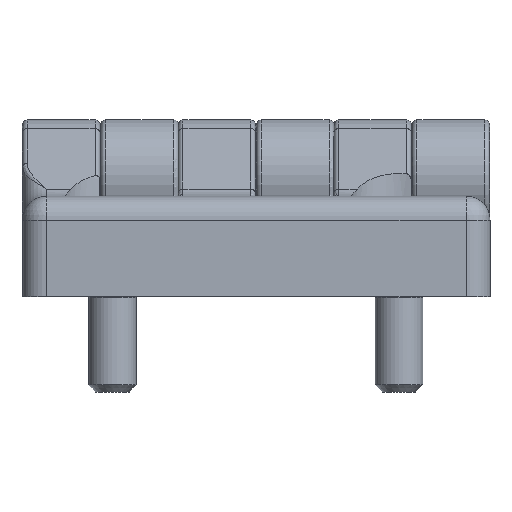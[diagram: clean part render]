
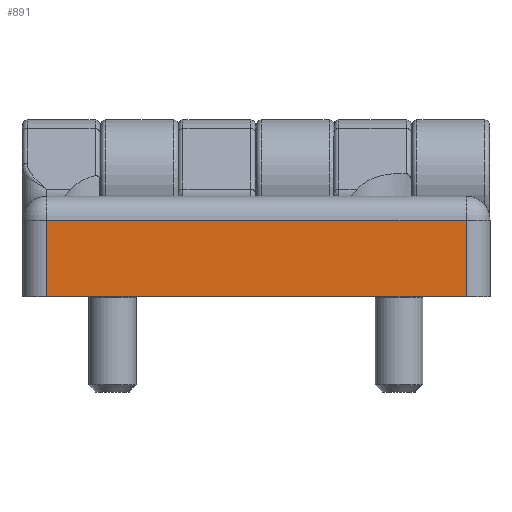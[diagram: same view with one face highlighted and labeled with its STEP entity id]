
A CAD part, left-side view. The second image highlights one B-rep face of the part: STEP entity #891.
In plain terms, the highlighted planar face has unit normal (-1, 0, 0).
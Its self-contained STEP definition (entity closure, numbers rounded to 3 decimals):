
#891 = ADVANCED_FACE( '', ( #1850 ), #1851, .F. );
#1850 = FACE_OUTER_BOUND( '', #3035, .T. );
#1851 = PLANE( '', #3036 );
#3035 = EDGE_LOOP( '', ( #5615, #5616, #5617, #5618 ) );
#3036 = AXIS2_PLACEMENT_3D( '', #5619, #5620, #5621 );
#5615 = ORIENTED_EDGE( '', *, *, #6763, .T. );
#5616 = ORIENTED_EDGE( '', *, *, #6508, .T. );
#5617 = ORIENTED_EDGE( '', *, *, #6819, .T. );
#5618 = ORIENTED_EDGE( '', *, *, #5889, .T. );
#5619 = CARTESIAN_POINT( '', ( -98., -0.1, 0. ) );
#5620 = DIRECTION( '', ( 1., 0., 0. ) );
#5621 = DIRECTION( '', ( 0., 0., 1. ) );
#5889 = EDGE_CURVE( '', #6996, #6993, #6997, .F. );
#6508 = EDGE_CURVE( '', #7972, #6915, #7974, .T. );
#6763 = EDGE_CURVE( '', #6993, #7972, #8284, .T. );
#6819 = EDGE_CURVE( '', #6915, #6996, #8345, .F. );
#6915 = VERTEX_POINT( '', #8463 );
#6993 = VERTEX_POINT( '', #8605 );
#6996 = VERTEX_POINT( '', #8608 );
#6997 = LINE( '', #8609, #8610 );
#7972 = VERTEX_POINT( '', #10068 );
#7974 = LINE( '', #10070, #10071 );
#8284 = LINE( '', #10579, #10580 );
#8345 = LINE( '', #10660, #10661 );
#8463 = CARTESIAN_POINT( '', ( -98., -93., 16. ) );
#8605 = CARTESIAN_POINT( '', ( -98., -5.1, 0. ) );
#8608 = CARTESIAN_POINT( '', ( -98., -5.1, 16. ) );
#8609 = CARTESIAN_POINT( '', ( -98., -5.1, 0. ) );
#8610 = VECTOR( '', #10813, 1000. );
#10068 = CARTESIAN_POINT( '', ( -98., -93., 0. ) );
#10070 = CARTESIAN_POINT( '', ( -98., -93., 0. ) );
#10071 = VECTOR( '', #11595, 1000. );
#10579 = CARTESIAN_POINT( '', ( -98., -0.1, 0. ) );
#10580 = VECTOR( '', #11865, 1000. );
#10660 = CARTESIAN_POINT( '', ( -98., -0.1, 16. ) );
#10661 = VECTOR( '', #11906, 1000. );
#10813 = DIRECTION( '', ( 0., 0., 1. ) );
#11595 = DIRECTION( '', ( 0., 0., 1. ) );
#11865 = DIRECTION( '', ( 0., -1., 0. ) );
#11906 = DIRECTION( '', ( 0., -1., 0. ) );
